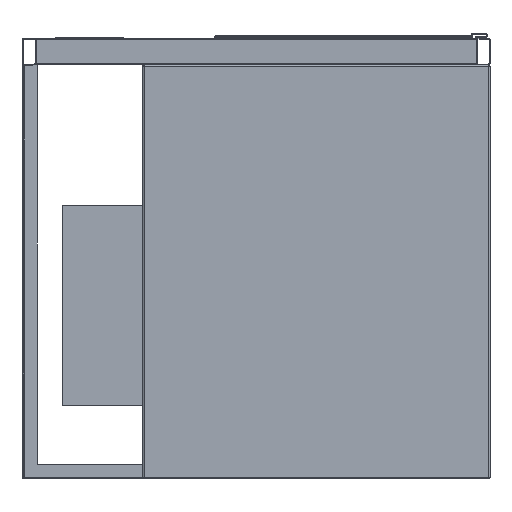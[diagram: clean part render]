
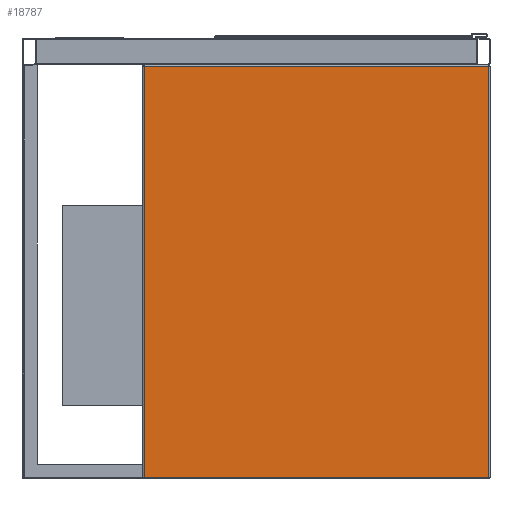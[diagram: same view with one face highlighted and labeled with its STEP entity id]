
A CAD part, front view. The second image highlights one B-rep face of the part: STEP entity #18787.
In plain terms, the highlighted planar face has unit normal (0, -1, 0).
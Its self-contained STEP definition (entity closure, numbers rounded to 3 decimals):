
#1309 = CARTESIAN_POINT ( 'NONE',  ( -260., -355., -658. ) ) ;
#2184 = DIRECTION ( 'NONE',  ( -1., 0., 0. ) ) ;
#4262 = CARTESIAN_POINT ( 'NONE',  ( -258., -355., -658. ) ) ;
#5172 = ORIENTED_EDGE ( 'NONE', *, *, #17342, .T. ) ;
#6341 = DIRECTION ( 'NONE',  ( 1., 0., 0. ) ) ;
#6789 = PLANE ( 'NONE',  #24908 ) ;
#9192 = CARTESIAN_POINT ( 'NONE',  ( 258., -355., -42. ) ) ;
#9231 = DIRECTION ( 'NONE',  ( 0., 0., -1. ) ) ;
#9361 = LINE ( 'NONE', #16364, #27034 ) ;
#9479 = VECTOR ( 'NONE', #22730, 1000. ) ;
#10222 = EDGE_CURVE ( 'NONE', #27961, #26753, #23345, .T. ) ;
#11860 = VERTEX_POINT ( 'NONE', #24742 ) ;
#13629 = DIRECTION ( 'NONE',  ( 0., -1., 0. ) ) ;
#13765 = ORIENTED_EDGE ( 'NONE', *, *, #22851, .T. ) ;
#16364 = CARTESIAN_POINT ( 'NONE',  ( -260., -355., -42. ) ) ;
#17342 = EDGE_CURVE ( 'NONE', #26753, #19176, #23242, .T. ) ;
#17420 = EDGE_LOOP ( 'NONE', ( #13765, #23562, #29733, #5172 ) ) ;
#17513 = DIRECTION ( 'NONE',  ( 0., 0., 1. ) ) ;
#18787 = ADVANCED_FACE ( 'Fl�che8', ( #31660 ), #6789, .T. ) ;
#19021 = CARTESIAN_POINT ( 'NONE',  ( -260., -355., -660. ) ) ;
#19176 = VERTEX_POINT ( 'NONE', #9192 ) ;
#19968 = VECTOR ( 'NONE', #6341, 1000. ) ;
#22082 = LINE ( 'NONE', #25033, #9479 ) ;
#22730 = DIRECTION ( 'NONE',  ( 0., 0., -1. ) ) ;
#22833 = VECTOR ( 'NONE', #17513, 1000. ) ;
#22851 = EDGE_CURVE ( 'NONE', #19176, #11860, #9361, .T. ) ;
#23242 = LINE ( 'NONE', #25390, #22833 ) ;
#23345 = LINE ( 'NONE', #1309, #19968 ) ;
#23562 = ORIENTED_EDGE ( 'NONE', *, *, #29393, .T. ) ;
#24742 = CARTESIAN_POINT ( 'NONE',  ( -258., -355., -42. ) ) ;
#24908 = AXIS2_PLACEMENT_3D ( 'NONE', #19021, #13629, #9231 ) ;
#25033 = CARTESIAN_POINT ( 'NONE',  ( -258., -355., -660. ) ) ;
#25390 = CARTESIAN_POINT ( 'NONE',  ( 258., -355., -660. ) ) ;
#26753 = VERTEX_POINT ( 'NONE', #31063 ) ;
#27034 = VECTOR ( 'NONE', #2184, 1000. ) ;
#27961 = VERTEX_POINT ( 'NONE', #4262 ) ;
#29393 = EDGE_CURVE ( 'NONE', #11860, #27961, #22082, .T. ) ;
#29733 = ORIENTED_EDGE ( 'NONE', *, *, #10222, .T. ) ;
#31063 = CARTESIAN_POINT ( 'NONE',  ( 258., -355., -658. ) ) ;
#31660 = FACE_OUTER_BOUND ( 'NONE', #17420, .T. ) ;
